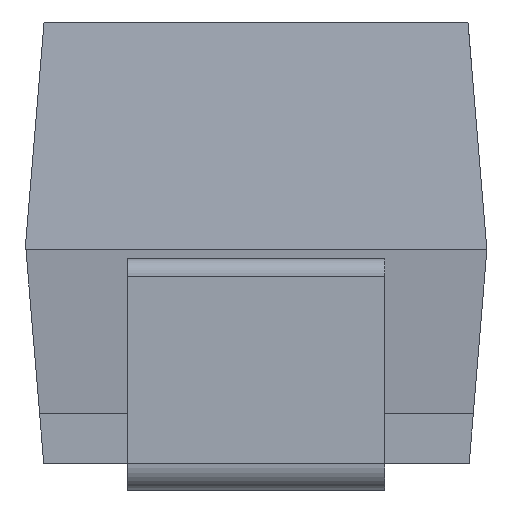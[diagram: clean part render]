
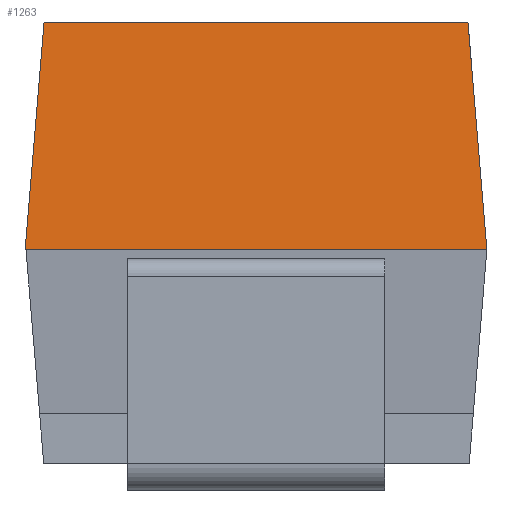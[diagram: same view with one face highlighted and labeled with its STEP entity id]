
A CAD part, left-side view. The second image highlights one B-rep face of the part: STEP entity #1263.
In plain terms, the highlighted planar face has unit normal (-0.997, 0, 0.083).
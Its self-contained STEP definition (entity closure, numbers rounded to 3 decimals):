
#1072=CARTESIAN_POINT('',(-2.213,-1.193,2.64));
#1073=VERTEX_POINT('',#1072);
#1080=CARTESIAN_POINT('',(-2.32,-1.3,1.355));
#1081=VERTEX_POINT('',#1080);
#1082=CARTESIAN_POINT('',(-2.213,-1.193,2.64));
#1083=DIRECTION('',(-0.082,-0.082,-0.993));
#1084=VECTOR('',#1083,1.294);
#1085=LINE('',#1082,#1084);
#1086=EDGE_CURVE('',#1073,#1081,#1085,.T.);
#1190=CARTESIAN_POINT('',(-2.32,1.305,1.355));
#1191=VERTEX_POINT('',#1190);
#1192=CARTESIAN_POINT('',(-2.32,1.305,1.355));
#1193=DIRECTION('',(0.0,-1.0,0.0));
#1194=VECTOR('',#1193,2.605);
#1195=LINE('',#1192,#1194);
#1196=EDGE_CURVE('',#1191,#1081,#1195,.T.);
#1240=CARTESIAN_POINT('',(-2.27,0.65,1.958));
#1241=DIRECTION('',(-0.997,0.,0.083));
#1242=DIRECTION('',(0.083,0.,0.997));
#1243=AXIS2_PLACEMENT_3D('',#1240,#1241,#1242);
#1244=PLANE('',#1243);
#1245=CARTESIAN_POINT('',(-2.213,1.198,2.64));
#1246=VERTEX_POINT('',#1245);
#1247=CARTESIAN_POINT('',(-2.213,-1.193,2.64));
#1248=DIRECTION('',(0.0,1.0,0.0));
#1249=VECTOR('',#1248,2.392);
#1250=LINE('',#1247,#1249);
#1251=EDGE_CURVE('',#1073,#1246,#1250,.T.);
#1252=ORIENTED_EDGE('',*,*,#1251,.T.);
#1253=CARTESIAN_POINT('',(-2.32,1.305,1.355));
#1254=DIRECTION('',(0.082,-0.082,0.993));
#1255=VECTOR('',#1254,1.294);
#1256=LINE('',#1253,#1255);
#1257=EDGE_CURVE('',#1191,#1246,#1256,.T.);
#1258=ORIENTED_EDGE('',*,*,#1257,.F.);
#1259=ORIENTED_EDGE('',*,*,#1196,.T.);
#1260=ORIENTED_EDGE('',*,*,#1086,.F.);
#1261=EDGE_LOOP('',(#1252,#1258,#1259,#1260));
#1262=FACE_OUTER_BOUND('',#1261,.T.);
#1263=ADVANCED_FACE('',(#1262),#1244,.T.);
